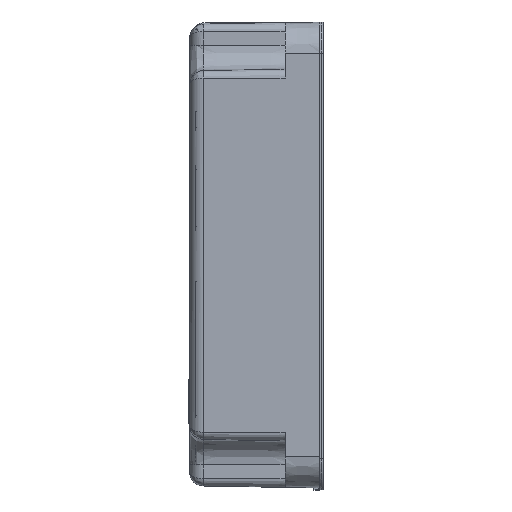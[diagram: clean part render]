
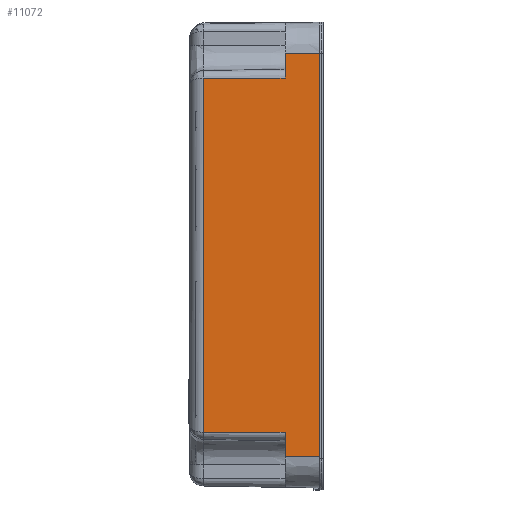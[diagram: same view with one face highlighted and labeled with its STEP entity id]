
A CAD part, left-side view. The second image highlights one B-rep face of the part: STEP entity #11072.
In plain terms, the highlighted planar face has unit normal (-1, 0.018, 0).
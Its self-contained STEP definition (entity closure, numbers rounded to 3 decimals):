
#1860 = LINE ( 'NONE', #54559, #83865 ) ;
#4812 = LINE ( 'NONE', #57357, #75267 ) ;
#7139 = ORIENTED_EDGE ( 'NONE', *, *, #103710, .T. ) ;
#8989 = EDGE_CURVE ( 'NONE', #26375, #26494, #79858, .T. ) ;
#10741 = VERTEX_POINT ( 'NONE', #58193 ) ;
#11072 = ADVANCED_FACE ( 'NONE', ( #22910 ), #100624, .T. ) ;
#15755 = EDGE_CURVE ( 'NONE', #26494, #36904, #1860, .T. ) ;
#16851 = LINE ( 'NONE', #40888, #101560 ) ;
#17405 = ORIENTED_EDGE ( 'NONE', *, *, #15755, .T. ) ;
#19396 = CARTESIAN_POINT ( 'NONE',  ( -36.03, -18.609, 82.348 ) ) ;
#22048 = EDGE_CURVE ( 'NONE', #105601, #87519, #55168, .T. ) ;
#22910 = FACE_OUTER_BOUND ( 'NONE', #37688, .T. ) ;
#26375 = VERTEX_POINT ( 'NONE', #108729 ) ;
#26494 = VERTEX_POINT ( 'NONE', #111103 ) ;
#27156 = DIRECTION ( 'NONE',  ( 0.017, 1., 0. ) ) ;
#29767 = CARTESIAN_POINT ( 'NONE',  ( -36.03, -18.609, 215.003 ) ) ;
#31865 = VECTOR ( 'NONE', #69366, 1000. ) ;
#32541 = CARTESIAN_POINT ( 'NONE',  ( -35.378, 18.77, 207.003 ) ) ;
#33254 = LINE ( 'NONE', #33979, #31865 ) ;
#33534 = CARTESIAN_POINT ( 'NONE',  ( -35.836, -7.509, 82.348 ) ) ;
#33979 = CARTESIAN_POINT ( 'NONE',  ( -35.378, 18.77, -120.537 ) ) ;
#36904 = VERTEX_POINT ( 'NONE', #32541 ) ;
#37688 = EDGE_LOOP ( 'NONE', ( #79498, #7139, #105581, #97686, #17405, #49843, #118575, #88970 ) ) ;
#40888 = CARTESIAN_POINT ( 'NONE',  ( -36.03, -18.609, 85.003 ) ) ;
#40964 = CARTESIAN_POINT ( 'NONE',  ( -35.836, -7.509, 85.003 ) ) ;
#49412 = DIRECTION ( 'NONE',  ( 0., 0., -1. ) ) ;
#49843 = ORIENTED_EDGE ( 'NONE', *, *, #103475, .F. ) ;
#52675 = VERTEX_POINT ( 'NONE', #40964 ) ;
#54094 = DIRECTION ( 'NONE',  ( -0.017, -1., 0. ) ) ;
#54559 = CARTESIAN_POINT ( 'NONE',  ( -36.03, -18.609, 207.003 ) ) ;
#55168 = LINE ( 'NONE', #85987, #98195 ) ;
#57136 = AXIS2_PLACEMENT_3D ( 'NONE', #118980, #64082, #54094 ) ;
#57357 = CARTESIAN_POINT ( 'NONE',  ( -36.03, -18.609, 215.003 ) ) ;
#58193 = CARTESIAN_POINT ( 'NONE',  ( -36.03, -18.609, 85.003 ) ) ;
#64082 = DIRECTION ( 'NONE',  ( -1., 0.017, 0. ) ) ;
#66560 = DIRECTION ( 'NONE',  ( 0.017, 1., 0. ) ) ;
#69366 = DIRECTION ( 'NONE',  ( 0., 0., 1. ) ) ;
#75267 = VECTOR ( 'NONE', #66560, 1000. ) ;
#76293 = LINE ( 'NONE', #19396, #94885 ) ;
#76688 = EDGE_CURVE ( 'NONE', #52675, #10741, #16851, .T. ) ;
#79498 = ORIENTED_EDGE ( 'NONE', *, *, #76688, .T. ) ;
#79858 = LINE ( 'NONE', #33534, #98477 ) ;
#83760 = DIRECTION ( 'NONE',  ( 0., 0., 1. ) ) ;
#83865 = VECTOR ( 'NONE', #27156, 1000. ) ;
#85924 = VECTOR ( 'NONE', #49412, 1000. ) ;
#85987 = CARTESIAN_POINT ( 'NONE',  ( -36.03, -18.609, 93.003 ) ) ;
#86792 = DIRECTION ( 'NONE',  ( -0.017, -1., 0. ) ) ;
#87519 = VERTEX_POINT ( 'NONE', #114602 ) ;
#88758 = LINE ( 'NONE', #104413, #85924 ) ;
#88970 = ORIENTED_EDGE ( 'NONE', *, *, #119050, .T. ) ;
#94885 = VECTOR ( 'NONE', #83760, 1000. ) ;
#97686 = ORIENTED_EDGE ( 'NONE', *, *, #8989, .T. ) ;
#98195 = VECTOR ( 'NONE', #113124, 1000. ) ;
#98477 = VECTOR ( 'NONE', #114985, 1000. ) ;
#99609 = VERTEX_POINT ( 'NONE', #29767 ) ;
#100624 = PLANE ( 'NONE',  #57136 ) ;
#101560 = VECTOR ( 'NONE', #86792, 1000. ) ;
#103475 = EDGE_CURVE ( 'NONE', #105601, #36904, #33254, .T. ) ;
#103710 = EDGE_CURVE ( 'NONE', #10741, #99609, #76293, .T. ) ;
#104413 = CARTESIAN_POINT ( 'NONE',  ( -35.836, -7.509, 82.348 ) ) ;
#105127 = CARTESIAN_POINT ( 'NONE',  ( -35.378, 18.77, 93.003 ) ) ;
#105581 = ORIENTED_EDGE ( 'NONE', *, *, #116462, .T. ) ;
#105601 = VERTEX_POINT ( 'NONE', #105127 ) ;
#108729 = CARTESIAN_POINT ( 'NONE',  ( -35.836, -7.509, 215.003 ) ) ;
#111103 = CARTESIAN_POINT ( 'NONE',  ( -35.836, -7.509, 207.003 ) ) ;
#113124 = DIRECTION ( 'NONE',  ( -0.017, -1., 0. ) ) ;
#114602 = CARTESIAN_POINT ( 'NONE',  ( -35.836, -7.509, 93.003 ) ) ;
#114985 = DIRECTION ( 'NONE',  ( 0., 0., -1. ) ) ;
#116462 = EDGE_CURVE ( 'NONE', #99609, #26375, #4812, .T. ) ;
#118575 = ORIENTED_EDGE ( 'NONE', *, *, #22048, .T. ) ;
#118980 = CARTESIAN_POINT ( 'NONE',  ( -36.03, -18.609, 82.348 ) ) ;
#119050 = EDGE_CURVE ( 'NONE', #87519, #52675, #88758, .T. ) ;
